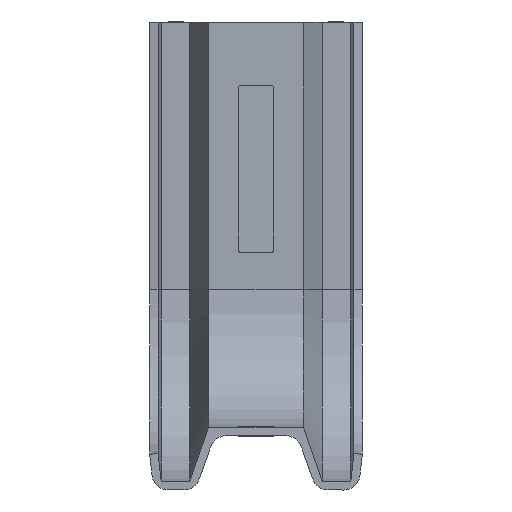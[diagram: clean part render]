
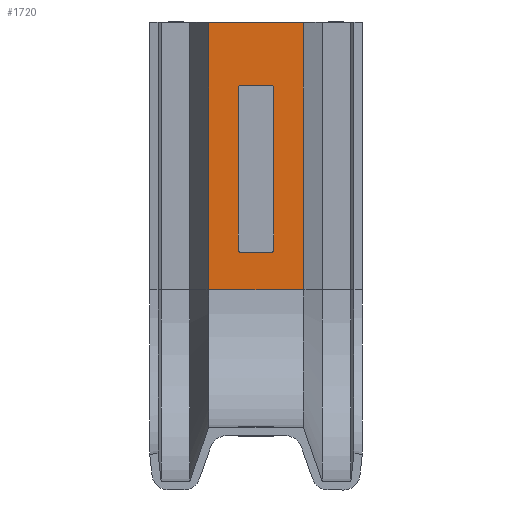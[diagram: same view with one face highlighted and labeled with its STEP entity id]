
A CAD part, front view. The second image highlights one B-rep face of the part: STEP entity #1720.
In plain terms, the highlighted planar face has unit normal (0, -1, -0.012).
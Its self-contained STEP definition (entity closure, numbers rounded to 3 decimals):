
#136=FACE_OUTER_BOUND('',#229,.T.);
#229=EDGE_LOOP('',(#1425,#1426,#1427,#1428));
#395=LINE('',#2724,#567);
#461=LINE('',#2938,#633);
#463=LINE('',#2942,#635);
#464=LINE('',#2943,#636);
#567=VECTOR('',#2111,1.);
#633=VECTOR('',#2295,1.);
#635=VECTOR('',#2299,1.);
#636=VECTOR('',#2300,1.);
#767=VERTEX_POINT('',#2721);
#768=VERTEX_POINT('',#2723);
#819=VERTEX_POINT('',#2934);
#820=VERTEX_POINT('',#2941);
#968=EDGE_CURVE('',#767,#768,#395,.T.);
#1060=EDGE_CURVE('',#819,#767,#461,.T.);
#1062=EDGE_CURVE('',#820,#819,#463,.T.);
#1063=EDGE_CURVE('',#820,#768,#464,.T.);
#1425=ORIENTED_EDGE('',*,*,#1062,.F.);
#1426=ORIENTED_EDGE('',*,*,#1063,.T.);
#1427=ORIENTED_EDGE('',*,*,#968,.F.);
#1428=ORIENTED_EDGE('',*,*,#1060,.F.);
#1637=PLANE('',#1889);
#1720=ADVANCED_FACE('',(#136),#1637,.T.);
#1889=AXIS2_PLACEMENT_3D('',#2940,#2297,#2298);
#2111=DIRECTION('',(1.,0.,0.));
#2295=DIRECTION('',(0.,-0.012,1.));
#2297=DIRECTION('center_axis',(0.,-1.,
-0.012));
#2298=DIRECTION('ref_axis',(1.,0.,0.));
#2299=DIRECTION('',(-1.,0.,0.));
#2300=DIRECTION('',(0.,-0.012,1.));
#2721=CARTESIAN_POINT('',(192.756,132.304,58.023));
#2723=CARTESIAN_POINT('',(215.466,132.304,58.023));
#2724=CARTESIAN_POINT('',(215.466,132.304,58.023));
#2934=CARTESIAN_POINT('',(192.756,133.083,-5.957));
#2938=CARTESIAN_POINT('',(192.756,133.083,-5.97));
#2940=CARTESIAN_POINT('Origin',(192.756,133.083,-5.97));
#2941=CARTESIAN_POINT('',(215.466,133.083,-5.957));
#2942=CARTESIAN_POINT('',(204.111,133.083,-5.957));
#2943=CARTESIAN_POINT('',(215.466,133.083,-5.97));
